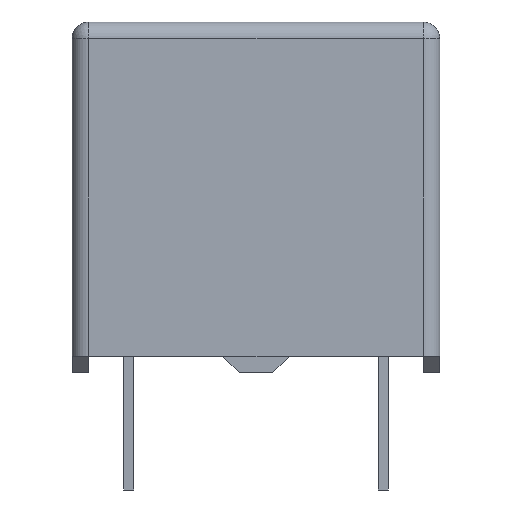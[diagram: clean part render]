
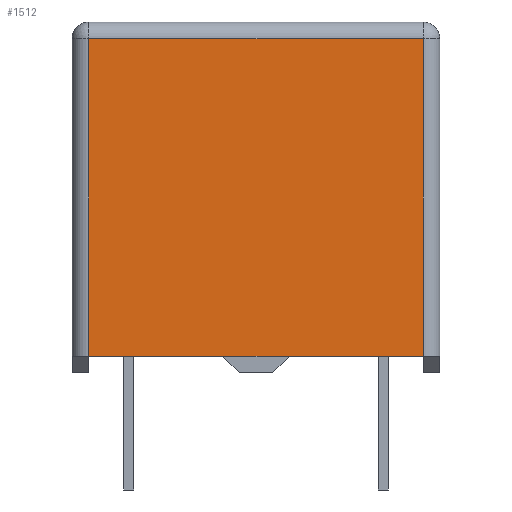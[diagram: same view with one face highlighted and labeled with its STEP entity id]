
A CAD part, left-side view. The second image highlights one B-rep face of the part: STEP entity #1512.
In plain terms, the highlighted free-form (B-spline) face has degree [1, 1] with [2, 2] control points.
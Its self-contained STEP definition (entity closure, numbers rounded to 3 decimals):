
#1100=CARTESIAN_POINT('',(-10.1,-5.,10.0));
#1101=VERTEX_POINT('',#1100);
#1133=CARTESIAN_POINT('',(-10.1,5.,10.0));
#1134=VERTEX_POINT('',#1133);
#1354=CARTESIAN_POINT('',(-10.1,5.,10.0));
#1355=DIRECTION('',(0.0,-1.0,0.0));
#1356=VECTOR('',#1355,10.0);
#1357=LINE('',#1354,#1356);
#1358=EDGE_CURVE('',#1134,#1101,#1357,.T.);
#1372=CARTESIAN_POINT('',(-10.1,5.,0.5));
#1373=VERTEX_POINT('',#1372);
#1381=CARTESIAN_POINT('',(-10.1,5.,0.5));
#1382=DIRECTION('',(0.0,0.0,1.0));
#1383=VECTOR('',#1382,9.5);
#1384=LINE('',#1381,#1383);
#1385=EDGE_CURVE('',#1373,#1134,#1384,.T.);
#1402=CARTESIAN_POINT('',(-10.1,-5.,0.5));
#1403=VERTEX_POINT('',#1402);
#1420=CARTESIAN_POINT('',(-10.1,-5.,10.0));
#1421=DIRECTION('',(0.0,0.0,-1.0));
#1422=VECTOR('',#1421,9.5);
#1423=LINE('',#1420,#1422);
#1424=EDGE_CURVE('',#1101,#1403,#1423,.T.);
#1473=CARTESIAN_POINT('',(-10.1,5.,0.5));
#1474=DIRECTION('',(0.0,-1.0,0.0));
#1475=VECTOR('',#1474,10.0);
#1476=LINE('',#1473,#1475);
#1477=EDGE_CURVE('',#1373,#1403,#1476,.T.);
#1501=CARTESIAN_POINT('',(-10.1,5.,0.5));
#1502=CARTESIAN_POINT('',(-10.1,5.,10.0));
#1503=CARTESIAN_POINT('',(-10.1,-5.,0.5));
#1504=CARTESIAN_POINT('',(-10.1,-5.,10.0));
#1505=B_SPLINE_SURFACE_WITH_KNOTS('',1,1,((#1501,#1503),(#1502,#1504)),.UNSPECIFIED.,.F.,.F.,.U.,(2,2),(2,2),(0.0,9.5),(0.0,10.0),.UNSPECIFIED.);
#1506=ORIENTED_EDGE('',*,*,#1385,.F.);
#1507=ORIENTED_EDGE('',*,*,#1477,.T.);
#1508=ORIENTED_EDGE('',*,*,#1424,.F.);
#1509=ORIENTED_EDGE('',*,*,#1358,.F.);
#1510=EDGE_LOOP('',(#1506,#1507,#1508,#1509));
#1511=FACE_OUTER_BOUND('',#1510,.T.);
#1512=ADVANCED_FACE('',(#1511),#1505,.F.);
